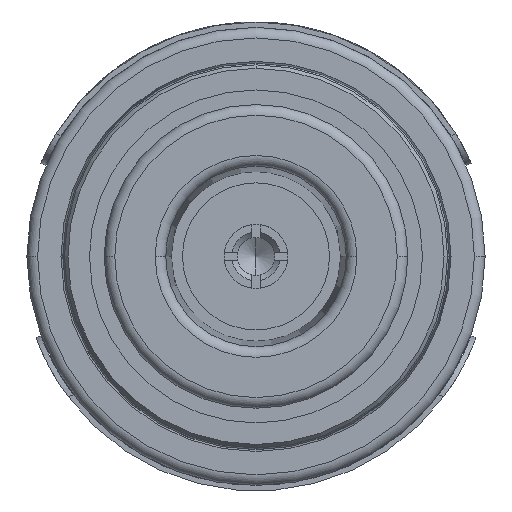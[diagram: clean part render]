
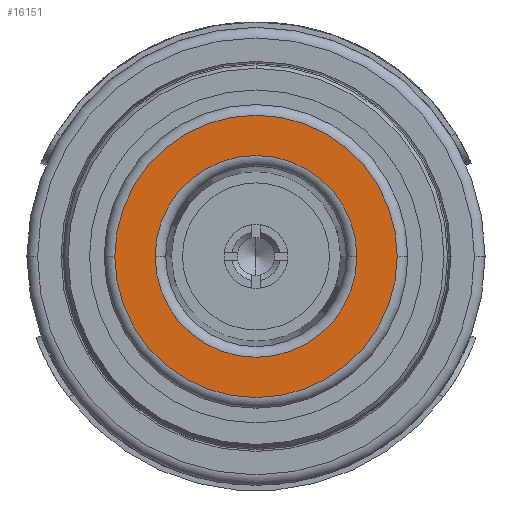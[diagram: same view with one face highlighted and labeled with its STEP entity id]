
A CAD part, left-side view. The second image highlights one B-rep face of the part: STEP entity #16151.
In plain terms, the highlighted planar face has unit normal (-1, 0, 0).
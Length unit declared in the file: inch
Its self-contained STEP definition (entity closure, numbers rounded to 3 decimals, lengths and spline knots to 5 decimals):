
#860 = DIRECTION ( 'NONE',  ( -1., 0., 0. ) ) ;
#2407 = CARTESIAN_POINT ( 'NONE',  ( -2.03097, 0.42844, 0. ) ) ;
#3469 = VERTEX_POINT ( 'NONE', #8158 ) ;
#4105 = EDGE_CURVE ( 'NONE', #7280, #3469, #11155, .T. ) ;
#5365 = AXIS2_PLACEMENT_3D ( 'NONE', #22406, #50485, #39627 ) ;
#5432 = CIRCLE ( 'NONE', #33327, 0.18937 ) ;
#6996 = CARTESIAN_POINT ( 'NONE',  ( -2.03097, 0.23907, 0. ) ) ;
#7280 = VERTEX_POINT ( 'NONE', #8612 ) ;
#7682 = AXIS2_PLACEMENT_3D ( 'NONE', #6996, #860, #66794 ) ;
#8158 = CARTESIAN_POINT ( 'NONE',  ( -2.03097, -0.02593, 0. ) ) ;
#8612 = CARTESIAN_POINT ( 'NONE',  ( -2.03097, 0.50407, 0. ) ) ;
#11155 = CIRCLE ( 'NONE', #5365, 0.265 ) ;
#11966 = DIRECTION ( 'NONE',  ( -1., 0., 0. ) ) ;
#12580 = ORIENTED_EDGE ( 'NONE', *, *, #67939, .T. ) ;
#13459 = ORIENTED_EDGE ( 'NONE', *, *, #68763, .T. ) ;
#16151 = ADVANCED_FACE ( 'NONE', ( #45564, #67734 ), #45213, .T. ) ;
#18478 = VERTEX_POINT ( 'NONE', #2407 ) ;
#20349 = AXIS2_PLACEMENT_3D ( 'NONE', #56782, #11966, #68811 ) ;
#20389 = CIRCLE ( 'NONE', #7682, 0.265 ) ;
#20696 = DIRECTION ( 'NONE',  ( 1., 0., 0. ) ) ;
#22406 = CARTESIAN_POINT ( 'NONE',  ( -2.03097, 0.23907, 0. ) ) ;
#32279 = EDGE_LOOP ( 'NONE', ( #68488, #13459 ) ) ;
#33327 = AXIS2_PLACEMENT_3D ( 'NONE', #65911, #20696, #48825 ) ;
#34539 = ORIENTED_EDGE ( 'NONE', *, *, #4105, .T. ) ;
#39627 = DIRECTION ( 'NONE',  ( 0., -1., 0. ) ) ;
#43722 = DIRECTION ( 'NONE',  ( 1., 0., 0. ) ) ;
#45213 = PLANE ( 'NONE',  #20349 ) ;
#45564 = FACE_BOUND ( 'NONE', #32279, .T. ) ;
#48825 = DIRECTION ( 'NONE',  ( 0., -1., 0. ) ) ;
#49141 = CARTESIAN_POINT ( 'NONE',  ( -2.03097, 0.23907, 0. ) ) ;
#49681 = EDGE_LOOP ( 'NONE', ( #12580, #34539 ) ) ;
#50485 = DIRECTION ( 'NONE',  ( -1., 0., 0. ) ) ;
#51791 = EDGE_CURVE ( 'NONE', #65155, #18478, #55890, .T. ) ;
#55890 = CIRCLE ( 'NONE', #65192, 0.18937 ) ;
#56782 = CARTESIAN_POINT ( 'NONE',  ( -2.03097, 0.52407, 0. ) ) ;
#65155 = VERTEX_POINT ( 'NONE', #70512 ) ;
#65192 = AXIS2_PLACEMENT_3D ( 'NONE', #49141, #43722, #72099 ) ;
#65911 = CARTESIAN_POINT ( 'NONE',  ( -2.03097, 0.23907, 0. ) ) ;
#66794 = DIRECTION ( 'NONE',  ( 0., -1., 0. ) ) ;
#67734 = FACE_OUTER_BOUND ( 'NONE', #49681, .T. ) ;
#67939 = EDGE_CURVE ( 'NONE', #3469, #7280, #20389, .T. ) ;
#68488 = ORIENTED_EDGE ( 'NONE', *, *, #51791, .T. ) ;
#68763 = EDGE_CURVE ( 'NONE', #18478, #65155, #5432, .T. ) ;
#68811 = DIRECTION ( 'NONE',  ( 0., -1., 0. ) ) ;
#70512 = CARTESIAN_POINT ( 'NONE',  ( -2.03097, 0.04971, 0. ) ) ;
#72099 = DIRECTION ( 'NONE',  ( 0., -1., 0. ) ) ;
